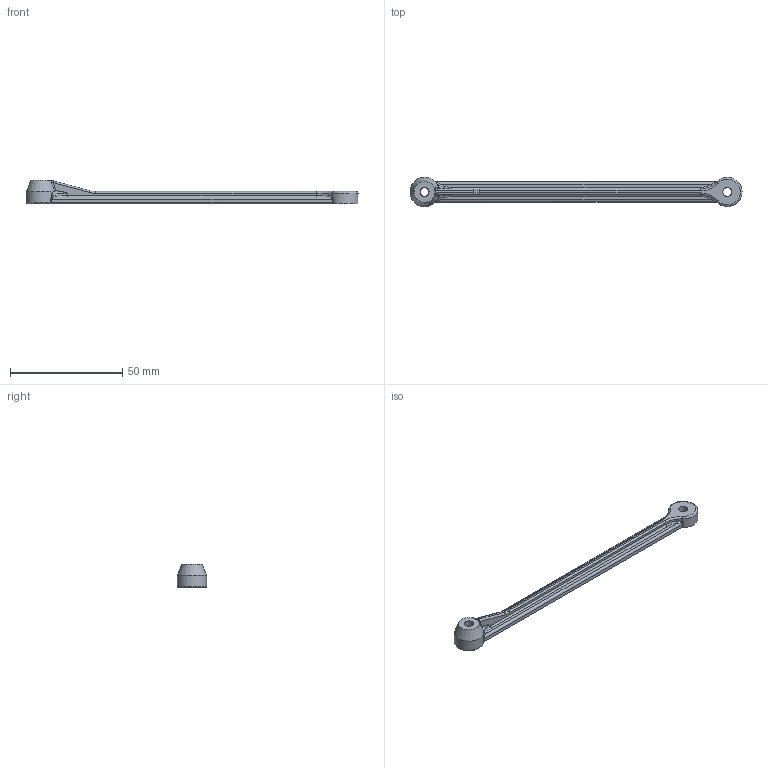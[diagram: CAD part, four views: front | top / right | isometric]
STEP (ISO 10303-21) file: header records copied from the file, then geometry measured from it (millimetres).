
FILE_DESCRIPTION(/* description */ ('STEP AP242','CAx-IF Rec.Pracs.---Representation and Presentation of Product Manufacturing Information (PMI)---4.0---2014-10-13','CAx-IF Rec.Pracs.---3D Tessellated Geometry---0.4---2014-09-14','2;1'),/* implementation_level */ '2;1');
FILE_NAME(/* name */ '68faf07ee6e04d504fe9d931',/* time_stamp */ '2025-10-24T03:20:30Z',/* author */ (''),/* organization */ (''),/* preprocessor_version */ 'ST-DEVELOPER v20',/* originating_system */ 'ONSHAPE BY PTC INC, 1.205',/* authorisation */ ' ');
FILE_SCHEMA (('AP242_MANAGED_MODEL_BASED_3D_ENGINEERING_MIM_LF { 1 0 10303 442 1 1 4 }'));
Length unit declared in the file: metre
Products named in the file (1): 004_link 135
Bounding box: 147.98 x 12.99 x 10.5 mm (x, y, z)
Volume: 5914 mm3; surface area: 4495.2 mm2
Topology: 1 solids, 1 shells, 74 faces, 180 edges, 104 vertices
Faces by surface type: cylinder 23, bspline 22, plane 13, torus 13, cone 3
Full cylindrical faces by diameter (mm): 4 x2
Entity records: 2383 total; most frequent: CARTESIAN_POINT 793, ORIENTED_EDGE 348, DIRECTION 305, EDGE_CURVE 174, AXIS2_PLACEMENT_3D 132, VERTEX_POINT 104, EDGE_LOOP 80, FACE_BOUND 80
